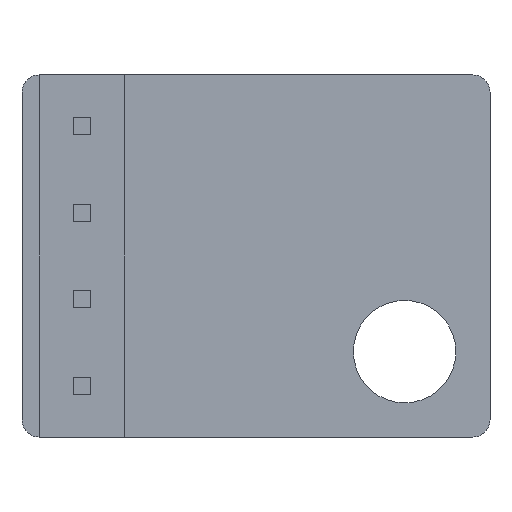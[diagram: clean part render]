
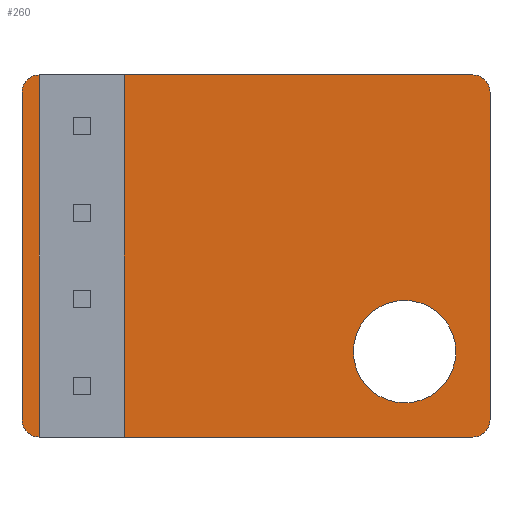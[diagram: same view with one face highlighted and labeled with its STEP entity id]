
A CAD part, front view. The second image highlights one B-rep face of the part: STEP entity #260.
In plain terms, the highlighted planar face has unit normal (0, -1, 0).
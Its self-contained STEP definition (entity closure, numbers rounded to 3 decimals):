
#1 = DIRECTION ( 'NONE',  ( 0., -1., 0. ) ) ;
#10 = DIRECTION ( 'NONE',  ( 0., 1., 0. ) ) ;
#26 = CARTESIAN_POINT ( 'NONE',  ( 6.35, 0., 5.3 ) ) ;
#30 = FACE_BOUND ( 'NONE', #458, .T. ) ;
#50 = CIRCLE ( 'NONE', #452, 0.5 ) ;
#53 = AXIS2_PLACEMENT_3D ( 'NONE', #127, #1, #1009 ) ;
#101 = DIRECTION ( 'NONE',  ( 0., -1., 0. ) ) ;
#127 = CARTESIAN_POINT ( 'NONE',  ( -6.35, 0., 4.8 ) ) ;
#131 = ORIENTED_EDGE ( 'NONE', *, *, #1179, .T. ) ;
#133 = EDGE_CURVE ( 'NONE', #978, #540, #582, .T. ) ;
#160 = DIRECTION ( 'NONE',  ( 0., 1., 0. ) ) ;
#166 = ORIENTED_EDGE ( 'NONE', *, *, #1207, .T. ) ;
#185 = DIRECTION ( 'NONE',  ( 0., 0., 1. ) ) ;
#187 = VERTEX_POINT ( 'NONE', #364 ) ;
#244 = CARTESIAN_POINT ( 'NONE',  ( 6.35, 0., -4.8 ) ) ;
#256 = VERTEX_POINT ( 'NONE', #617 ) ;
#260 = ADVANCED_FACE ( 'NONE', ( #1141, #30 ), #903, .F. ) ;
#271 = CARTESIAN_POINT ( 'NONE',  ( 4.35, 0., -4.3 ) ) ;
#291 = EDGE_CURVE ( 'NONE', #938, #1398, #1017, .T. ) ;
#295 = CARTESIAN_POINT ( 'NONE',  ( 4.35, 0., -2.8 ) ) ;
#310 = ORIENTED_EDGE ( 'NONE', *, *, #761, .F. ) ;
#321 = CARTESIAN_POINT ( 'NONE',  ( 6.35, 0., 4.8 ) ) ;
#357 = CARTESIAN_POINT ( 'NONE',  ( 6.85, 0., -5.3 ) ) ;
#364 = CARTESIAN_POINT ( 'NONE',  ( -6.85, 0., -4.8 ) ) ;
#395 = DIRECTION ( 'NONE',  ( 0., 1., 0. ) ) ;
#396 = CARTESIAN_POINT ( 'NONE',  ( -6.85, 0., -5.3 ) ) ;
#421 = AXIS2_PLACEMENT_3D ( 'NONE', #244, #757, #1231 ) ;
#439 = DIRECTION ( 'NONE',  ( 0., 0., 1. ) ) ;
#445 = CARTESIAN_POINT ( 'NONE',  ( -6.35, 0., -4.8 ) ) ;
#452 = AXIS2_PLACEMENT_3D ( 'NONE', #445, #1343, #439 ) ;
#458 = EDGE_LOOP ( 'NONE', ( #131, #166 ) ) ;
#465 = DIRECTION ( 'NONE',  ( 0., 0., 1. ) ) ;
#468 = EDGE_CURVE ( 'NONE', #187, #256, #50, .T. ) ;
#472 = CARTESIAN_POINT ( 'NONE',  ( 6.85, 0., -4.8 ) ) ;
#473 = EDGE_CURVE ( 'NONE', #978, #1167, #1287, .T. ) ;
#483 = DIRECTION ( 'NONE',  ( 0., 0., 1. ) ) ;
#540 = VERTEX_POINT ( 'NONE', #472 ) ;
#582 = LINE ( 'NONE', #357, #1290 ) ;
#597 = EDGE_CURVE ( 'NONE', #938, #1167, #614, .T. ) ;
#602 = DIRECTION ( 'NONE',  ( 1., 0., 0. ) ) ;
#614 = LINE ( 'NONE', #750, #1507 ) ;
#617 = CARTESIAN_POINT ( 'NONE',  ( -6.35, 0., -5.3 ) ) ;
#631 = ORIENTED_EDGE ( 'NONE', *, *, #468, .T. ) ;
#637 = EDGE_LOOP ( 'NONE', ( #1180, #631, #310, #1270, #726, #676, #1224, #1539 ) ) ;
#654 = CARTESIAN_POINT ( 'NONE',  ( 4.35, 0., -2.8 ) ) ;
#664 = LINE ( 'NONE', #396, #720 ) ;
#676 = ORIENTED_EDGE ( 'NONE', *, *, #473, .T. ) ;
#720 = VECTOR ( 'NONE', #1051, 1000. ) ;
#722 = VERTEX_POINT ( 'NONE', #271 ) ;
#726 = ORIENTED_EDGE ( 'NONE', *, *, #133, .F. ) ;
#750 = CARTESIAN_POINT ( 'NONE',  ( -6.85, 0., 5.3 ) ) ;
#757 = DIRECTION ( 'NONE',  ( 0., -1., 0. ) ) ;
#761 = EDGE_CURVE ( 'NONE', #1453, #256, #664, .T. ) ;
#807 = LINE ( 'NONE', #1285, #1421 ) ;
#824 = CARTESIAN_POINT ( 'NONE',  ( -6.35, 0., 5.3 ) ) ;
#896 = CARTESIAN_POINT ( 'NONE',  ( 6.35, 0., -5.3 ) ) ;
#903 = PLANE ( 'NONE',  #1452 ) ;
#938 = VERTEX_POINT ( 'NONE', #824 ) ;
#944 = CARTESIAN_POINT ( 'NONE',  ( 6.85, 0., 4.8 ) ) ;
#960 = AXIS2_PLACEMENT_3D ( 'NONE', #654, #160, #1152 ) ;
#978 = VERTEX_POINT ( 'NONE', #944 ) ;
#1009 = DIRECTION ( 'NONE',  ( 0., 0., 1. ) ) ;
#1017 = CIRCLE ( 'NONE', #53, 0.5 ) ;
#1041 = CARTESIAN_POINT ( 'NONE',  ( 4.35, 0., -1.3 ) ) ;
#1047 = EDGE_CURVE ( 'NONE', #1453, #540, #1134, .T. ) ;
#1051 = DIRECTION ( 'NONE',  ( -1., 0., 0. ) ) ;
#1057 = CIRCLE ( 'NONE', #960, 1.5 ) ;
#1134 = CIRCLE ( 'NONE', #421, 0.5 ) ;
#1136 = CIRCLE ( 'NONE', #1284, 1.5 ) ;
#1141 = FACE_OUTER_BOUND ( 'NONE', #637, .T. ) ;
#1152 = DIRECTION ( 'NONE',  ( 0., 0., 1. ) ) ;
#1167 = VERTEX_POINT ( 'NONE', #26 ) ;
#1171 = EDGE_CURVE ( 'NONE', #187, #1398, #807, .T. ) ;
#1179 = EDGE_CURVE ( 'NONE', #722, #1233, #1136, .T. ) ;
#1180 = ORIENTED_EDGE ( 'NONE', *, *, #1171, .F. ) ;
#1207 = EDGE_CURVE ( 'NONE', #1233, #722, #1057, .T. ) ;
#1224 = ORIENTED_EDGE ( 'NONE', *, *, #597, .F. ) ;
#1231 = DIRECTION ( 'NONE',  ( 0., 0., 1. ) ) ;
#1233 = VERTEX_POINT ( 'NONE', #1041 ) ;
#1269 = AXIS2_PLACEMENT_3D ( 'NONE', #321, #101, #465 ) ;
#1270 = ORIENTED_EDGE ( 'NONE', *, *, #1047, .T. ) ;
#1284 = AXIS2_PLACEMENT_3D ( 'NONE', #295, #395, #185 ) ;
#1285 = CARTESIAN_POINT ( 'NONE',  ( -6.85, 0., -5.3 ) ) ;
#1287 = CIRCLE ( 'NONE', #1269, 0.5 ) ;
#1290 = VECTOR ( 'NONE', #1581, 1000. ) ;
#1343 = DIRECTION ( 'NONE',  ( 0., -1., 0. ) ) ;
#1389 = DIRECTION ( 'NONE',  ( 0., 0., 1. ) ) ;
#1398 = VERTEX_POINT ( 'NONE', #1428 ) ;
#1421 = VECTOR ( 'NONE', #1389, 1000. ) ;
#1428 = CARTESIAN_POINT ( 'NONE',  ( -6.85, 0., 4.8 ) ) ;
#1452 = AXIS2_PLACEMENT_3D ( 'NONE', #1502, #10, #483 ) ;
#1453 = VERTEX_POINT ( 'NONE', #896 ) ;
#1502 = CARTESIAN_POINT ( 'NONE',  ( 0., 0., 0. ) ) ;
#1507 = VECTOR ( 'NONE', #602, 1000. ) ;
#1539 = ORIENTED_EDGE ( 'NONE', *, *, #291, .T. ) ;
#1581 = DIRECTION ( 'NONE',  ( 0., 0., -1. ) ) ;
